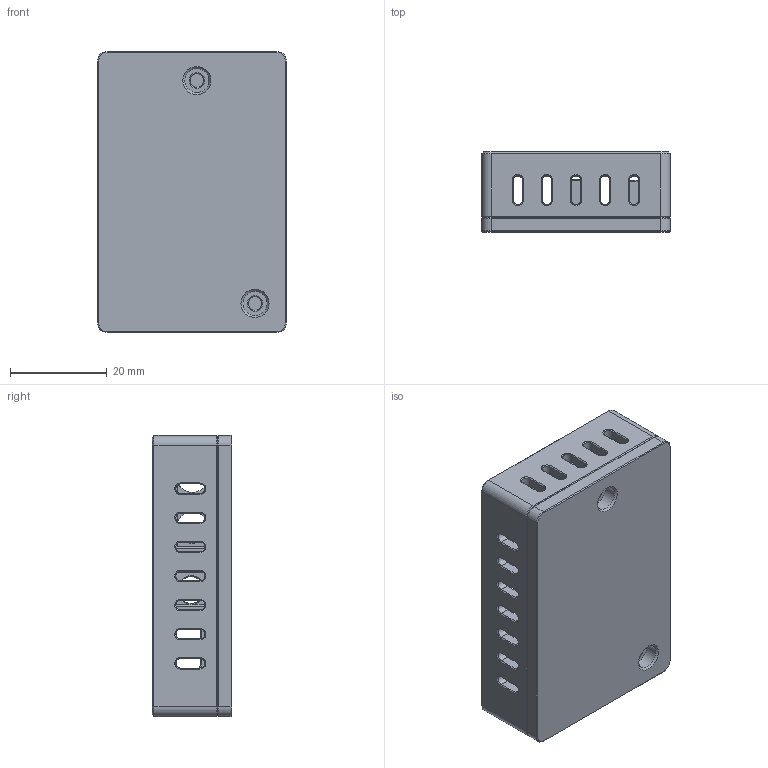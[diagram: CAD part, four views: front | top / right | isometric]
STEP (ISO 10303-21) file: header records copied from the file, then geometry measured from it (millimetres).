
FILE_DESCRIPTION(/* description */ (''),/* implementation_level */ '2;1');
FILE_NAME(/* name */ 'Polar Mini v2 Enclosure v37.step',/* time_stamp */ '2026-01-26T10:35:30+11:00',/* author */ (''),/* organization */ (''),/* preprocessor_version */ 'ST-DEVELOPER v20.1',/* originating_system */ 'Autodesk Translation Framework v14.21.0.0',/* authorisation */ '');
FILE_SCHEMA (('AUTOMOTIVE_DESIGN { 1 0 10303 214 3 1 1 }'));
Length unit declared in the file: millimetre
Products named in the file (3): Polar Mini v2 Enclosure; Bottom; Top
Assembly tree (2 placements, depth 2):
  Polar Mini v2 Enclosure
    Bottom
    Top
Bounding box: 39 x 16.5 x 58 mm (x, y, z)
Volume: 18420 mm3; surface area: 13221.1 mm2
Topology: 3 solids, 3 shells, 430 faces, 1026 edges, 604 vertices
Faces by surface type: plane 218, cone 107, cylinder 96, torus 8, bspline 1
Full cylindrical faces by diameter (mm): 2.8 x2, 3.3 x2, 3.8 x2, 5 x2, 5.5 x1, 6.5 x2
Entity records: 12373 total; most frequent: DIRECTION 2197, CARTESIAN_POINT 2102, ORIENTED_EDGE 2044, EDGE_CURVE 1022, AXIS2_PLACEMENT_3D 748, LINE 701, VECTOR 701, VERTEX_POINT 604
